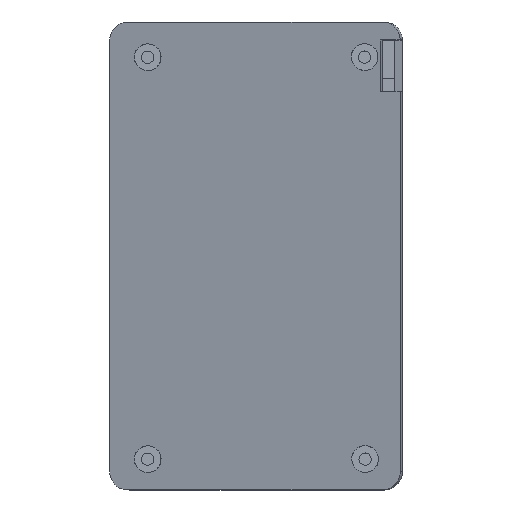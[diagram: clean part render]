
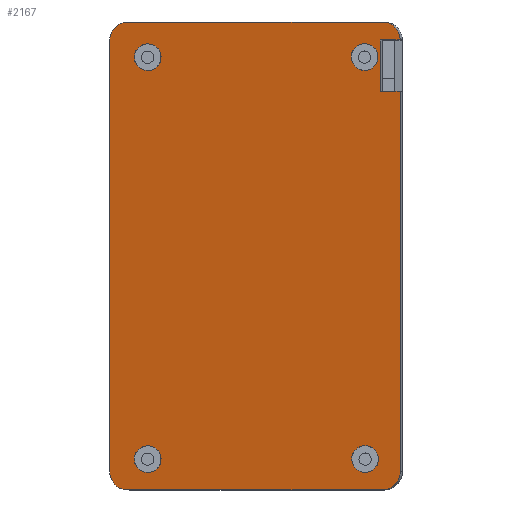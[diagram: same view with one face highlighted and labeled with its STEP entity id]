
A CAD part, top view. The second image highlights one B-rep face of the part: STEP entity #2167.
In plain terms, the highlighted planar face has unit normal (-0.259, 0, 0.966).
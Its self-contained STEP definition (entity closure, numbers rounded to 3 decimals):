
#37=ELLIPSE('',#2374,2.692,2.6);
#38=ELLIPSE('',#2377,2.692,2.6);
#39=ELLIPSE('',#2381,3.623,3.5);
#40=ELLIPSE('',#2382,3.623,3.5);
#41=ELLIPSE('',#2383,3.623,3.5);
#42=ELLIPSE('',#2384,3.623,3.5);
#43=ELLIPSE('',#2385,2.692,2.6);
#44=ELLIPSE('',#2386,2.692,2.6);
#83=FACE_BOUND('',#419,.T.);
#84=FACE_BOUND('',#420,.T.);
#85=FACE_BOUND('',#421,.T.);
#86=FACE_BOUND('',#422,.T.);
#144=PLANE('',#2380);
#259=FACE_OUTER_BOUND('',#418,.T.);
#418=EDGE_LOOP('',(#1805,#1806,#1807,#1808,#1809,#1810,#1811,#1812,#1813,
#1814,#1815));
#419=EDGE_LOOP('',(#1816));
#420=EDGE_LOOP('',(#1817));
#421=EDGE_LOOP('',(#1818));
#422=EDGE_LOOP('',(#1819));
#590=LINE('',#3449,#798);
#594=LINE('',#3457,#802);
#597=LINE('',#3463,#805);
#598=LINE('',#3467,#806);
#599=LINE('',#3471,#807);
#600=LINE('',#3475,#808);
#601=LINE('',#3478,#809);
#798=VECTOR('',#2844,10.);
#802=VECTOR('',#2850,10.);
#805=VECTOR('',#2855,10.);
#806=VECTOR('',#2858,10.);
#807=VECTOR('',#2861,10.);
#808=VECTOR('',#2864,10.);
#809=VECTOR('',#2867,10.);
#1079=VERTEX_POINT('',#3437);
#1081=VERTEX_POINT('',#3443);
#1082=VERTEX_POINT('',#3447);
#1083=VERTEX_POINT('',#3448);
#1086=VERTEX_POINT('',#3456);
#1088=VERTEX_POINT('',#3462);
#1089=VERTEX_POINT('',#3464);
#1090=VERTEX_POINT('',#3466);
#1091=VERTEX_POINT('',#3468);
#1092=VERTEX_POINT('',#3470);
#1093=VERTEX_POINT('',#3472);
#1094=VERTEX_POINT('',#3474);
#1095=VERTEX_POINT('',#3476);
#1096=VERTEX_POINT('',#3479);
#1097=VERTEX_POINT('',#3481);
#1335=EDGE_CURVE('',#1079,#1079,#37,.T.);
#1338=EDGE_CURVE('',#1081,#1081,#38,.T.);
#1339=EDGE_CURVE('',#1082,#1083,#590,.T.);
#1343=EDGE_CURVE('',#1086,#1082,#594,.T.);
#1346=EDGE_CURVE('',#1088,#1086,#597,.T.);
#1347=EDGE_CURVE('',#1083,#1089,#39,.T.);
#1348=EDGE_CURVE('',#1089,#1090,#598,.T.);
#1349=EDGE_CURVE('',#1090,#1091,#40,.T.);
#1350=EDGE_CURVE('',#1091,#1092,#599,.T.);
#1351=EDGE_CURVE('',#1092,#1093,#41,.T.);
#1352=EDGE_CURVE('',#1093,#1094,#600,.T.);
#1353=EDGE_CURVE('',#1094,#1095,#42,.T.);
#1354=EDGE_CURVE('',#1095,#1088,#601,.T.);
#1355=EDGE_CURVE('',#1096,#1096,#43,.T.);
#1356=EDGE_CURVE('',#1097,#1097,#44,.T.);
#1805=ORIENTED_EDGE('',*,*,#1346,.T.);
#1806=ORIENTED_EDGE('',*,*,#1343,.T.);
#1807=ORIENTED_EDGE('',*,*,#1339,.T.);
#1808=ORIENTED_EDGE('',*,*,#1347,.T.);
#1809=ORIENTED_EDGE('',*,*,#1348,.T.);
#1810=ORIENTED_EDGE('',*,*,#1349,.T.);
#1811=ORIENTED_EDGE('',*,*,#1350,.T.);
#1812=ORIENTED_EDGE('',*,*,#1351,.T.);
#1813=ORIENTED_EDGE('',*,*,#1352,.T.);
#1814=ORIENTED_EDGE('',*,*,#1353,.T.);
#1815=ORIENTED_EDGE('',*,*,#1354,.T.);
#1816=ORIENTED_EDGE('',*,*,#1355,.T.);
#1817=ORIENTED_EDGE('',*,*,#1356,.T.);
#1818=ORIENTED_EDGE('',*,*,#1335,.T.);
#1819=ORIENTED_EDGE('',*,*,#1338,.T.);
#2167=ADVANCED_FACE('',(#259,#83,#84,#85,#86),#144,.T.);
#2374=AXIS2_PLACEMENT_3D('',#3439,#2833,#2834);
#2377=AXIS2_PLACEMENT_3D('',#3445,#2840,#2841);
#2380=AXIS2_PLACEMENT_3D('',#3461,#2853,#2854);
#2381=AXIS2_PLACEMENT_3D('',#3465,#2856,#2857);
#2382=AXIS2_PLACEMENT_3D('',#3469,#2859,#2860);
#2383=AXIS2_PLACEMENT_3D('',#3473,#2862,#2863);
#2384=AXIS2_PLACEMENT_3D('',#3477,#2865,#2866);
#2385=AXIS2_PLACEMENT_3D('',#3480,#2868,#2869);
#2386=AXIS2_PLACEMENT_3D('',#3482,#2870,#2871);
#2833=DIRECTION('center_axis',(0.259,0.,
-0.966));
#2834=DIRECTION('ref_axis',(0.966,0.,0.259));
#2840=DIRECTION('center_axis',(0.259,0.,
-0.966));
#2841=DIRECTION('ref_axis',(0.966,0.,0.259));
#2844=DIRECTION('',(0.966,0.,0.259));
#2850=DIRECTION('',(0.,1.,0.));
#2853=DIRECTION('center_axis',(-0.259,0.,
0.966));
#2854=DIRECTION('ref_axis',(0.966,0.,0.259));
#2855=DIRECTION('',(-0.966,0.,-0.259));
#2856=DIRECTION('center_axis',(-0.259,0.,0.966));
#2857=DIRECTION('ref_axis',(0.966,0.,0.259));
#2858=DIRECTION('',(-0.966,0.,-0.259));
#2859=DIRECTION('center_axis',(-0.259,0.,0.966));
#2860=DIRECTION('ref_axis',(-0.966,0.,-0.259));
#2861=DIRECTION('',(0.,-1.,0.));
#2862=DIRECTION('center_axis',(-0.259,0.,0.966));
#2863=DIRECTION('ref_axis',(-0.966,0.,-0.259));
#2864=DIRECTION('',(0.966,0.,0.259));
#2865=DIRECTION('center_axis',(-0.259,0.,0.966));
#2866=DIRECTION('ref_axis',(0.966,0.,0.259));
#2867=DIRECTION('',(0.,1.,0.));
#2868=DIRECTION('center_axis',(0.259,0.,
-0.966));
#2869=DIRECTION('ref_axis',(0.966,0.,0.259));
#2870=DIRECTION('center_axis',(0.259,0.,
-0.966));
#2871=DIRECTION('ref_axis',(0.966,0.,0.259));
#3437=CARTESIAN_POINT('',(-22.126,-39.523,2.828));
#3439=CARTESIAN_POINT('Origin',(-19.526,-39.523,3.525));
#3443=CARTESIAN_POINT('',(-22.126,38.677,2.828));
#3445=CARTESIAN_POINT('Origin',(-19.526,38.677,3.525));
#3447=CARTESIAN_POINT('',(25.722,42.,15.649));
#3448=CARTESIAN_POINT('',(29.586,42.,16.685));
#3449=CARTESIAN_POINT('',(15.461,42.,12.9));
#3456=CARTESIAN_POINT('',(25.722,32.,15.649));
#3457=CARTESIAN_POINT('',(25.722,21.,15.649));
#3461=CARTESIAN_POINT('Origin',(1.336,0.,9.115));
#3462=CARTESIAN_POINT('',(29.586,32.,16.685));
#3463=CARTESIAN_POINT('',(13.529,32.,12.382));
#3464=CARTESIAN_POINT('',(26.086,45.5,15.747));
#3465=CARTESIAN_POINT('Origin',(26.086,42.,15.747));
#3466=CARTESIAN_POINT('',(-23.414,45.5,2.483));
#3467=CARTESIAN_POINT('',(12.552,45.5,12.12));
#3468=CARTESIAN_POINT('',(-26.914,42.,1.545));
#3469=CARTESIAN_POINT('Origin',(-23.414,42.,2.483));
#3470=CARTESIAN_POINT('',(-26.914,-42.,1.545));
#3471=CARTESIAN_POINT('',(-26.914,42.,1.545));
#3472=CARTESIAN_POINT('',(-23.414,-45.5,2.483));
#3473=CARTESIAN_POINT('Origin',(-23.414,-42.,2.483));
#3474=CARTESIAN_POINT('',(26.086,-45.5,15.747));
#3475=CARTESIAN_POINT('',(-10.54,-45.5,5.933));
#3476=CARTESIAN_POINT('',(29.586,-42.,16.685));
#3477=CARTESIAN_POINT('Origin',(26.086,-42.,15.747));
#3478=CARTESIAN_POINT('',(29.586,-21.,16.685));
#3479=CARTESIAN_POINT('',(20.174,-39.523,14.163));
#3480=CARTESIAN_POINT('Origin',(22.774,-39.523,14.859));
#3481=CARTESIAN_POINT('',(20.074,38.677,14.136));
#3482=CARTESIAN_POINT('Origin',(22.674,38.677,14.833));
